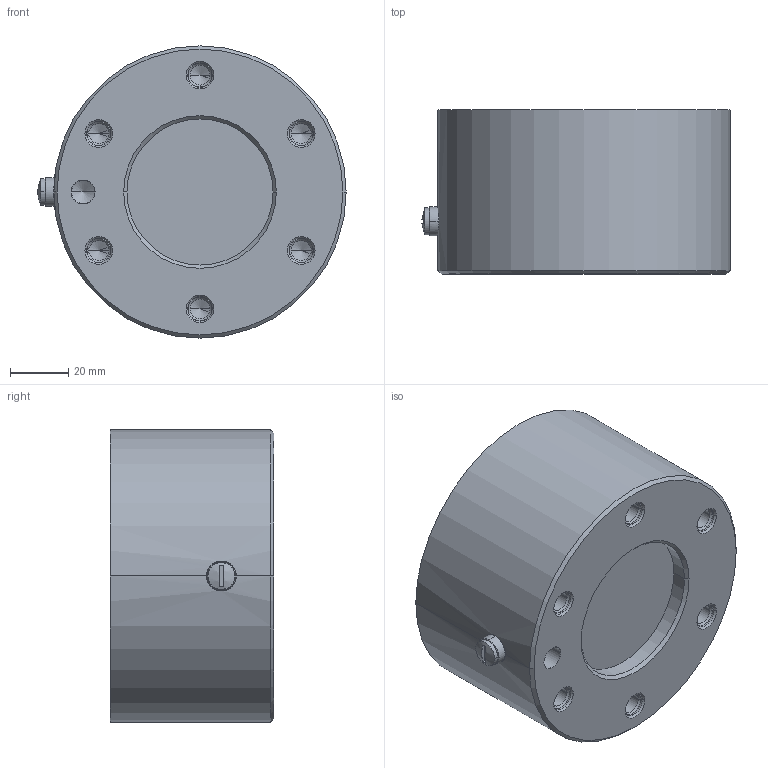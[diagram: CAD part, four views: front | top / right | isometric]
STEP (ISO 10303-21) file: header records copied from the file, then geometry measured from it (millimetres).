
FILE_DESCRIPTION (( 'STEP AP203' ), '1' );
FILE_NAME ('C-2007588_Default_sldprt.STEP', '2024-11-22T00:36:10', ( '' ), ( '' ), 'SwSTEP 2.0', 'SolidWorks 2019', '' );
FILE_SCHEMA (( 'CONFIG_CONTROL_DESIGN' ));
Length unit declared in the file: millimetre
Products named in the file (1): C-2007588_Default_sldprt
Bounding box: 105.47 x 56.1 x 100 mm (x, y, z)
Volume: 423487.6 mm3; surface area: 37280 mm2
Topology: 1 solids, 3 shells, 197 faces, 434 edges, 258 vertices
Faces by surface type: cylinder 99, cone 48, plane 28, bspline 22
Entity records: 7382 total; most frequent: CARTESIAN_POINT 3156, DIRECTION 881, ORIENTED_EDGE 840, EDGE_CURVE 420, AXIS2_PLACEMENT_3D 365, VERTEX_POINT 258, EDGE_LOOP 228, FACE_OUTER_BOUND 197
